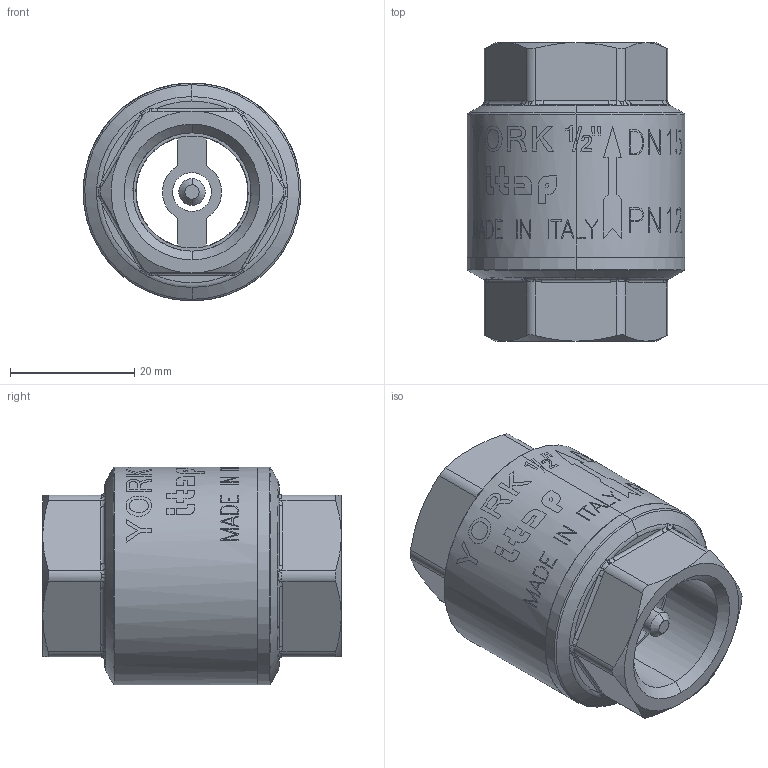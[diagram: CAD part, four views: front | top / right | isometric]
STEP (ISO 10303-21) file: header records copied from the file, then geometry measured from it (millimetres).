
FILE_DESCRIPTION (( 'STEP AP214' ), '1' );
FILE_NAME ('IT-YORK10304.STEP', '2018-09-14T14:08:14', ( '' ), ( '' ), 'SwSTEP 2.0', 'SolidWorks 2018', '' );
FILE_SCHEMA (( 'AUTOMOTIVE_DESIGN' ));
Length unit declared in the file: millimetre
Products named in the file (1): IT-YORK10304
Bounding box: 34.95 x 47.99 x 35 mm (x, y, z)
Surface area: 9360 mm2 (no closed solid volume)
Topology: 0 solids, 6 shells, 223 faces, 980 edges, 800 vertices
Faces by surface type: cylinder 78, bspline 68, cone 30, plane 29, torus 18
Entity records: 14792 total; most frequent: CARTESIAN_POINT 8787, ORIENTED_EDGE 1900, EDGE_CURVE 980, B_SPLINE_CURVE_WITH_KNOTS 913, VERTEX_POINT 800, DIRECTION 312, EDGE_LOOP 268, ADVANCED_FACE 223
